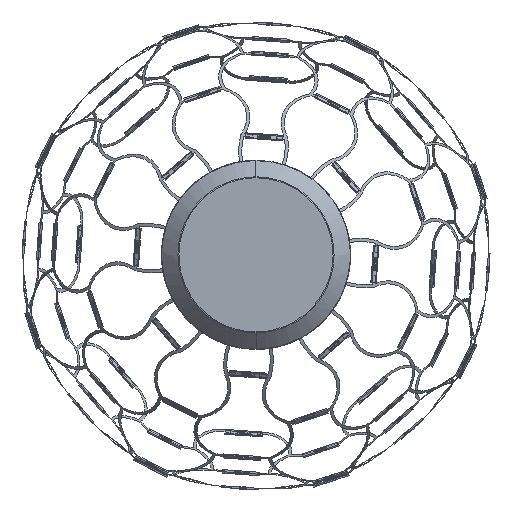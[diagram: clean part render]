
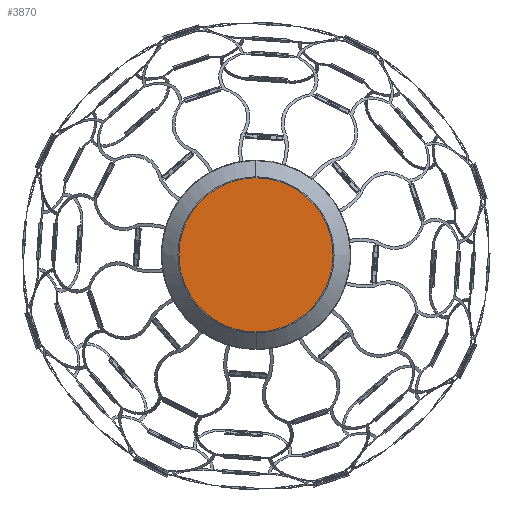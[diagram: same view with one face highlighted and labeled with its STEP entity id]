
A CAD part, top view. The second image highlights one B-rep face of the part: STEP entity #3870.
In plain terms, the highlighted planar face has unit normal (0, 0, 1).
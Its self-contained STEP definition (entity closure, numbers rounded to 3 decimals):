
#161=PLANE('',#23046);
#1322=(
BOUNDED_CURVE()
B_SPLINE_CURVE(2,(#31052,#31053,#31054,#31055,#31056),.UNSPECIFIED.,.F.,
 .F.)
B_SPLINE_CURVE_WITH_KNOTS((3,2,3),(0.,155.957,311.913),
 .UNSPECIFIED.)
CURVE()
GEOMETRIC_REPRESENTATION_ITEM()
RATIONAL_B_SPLINE_CURVE((1.,0.707,1.,0.707,1.))
REPRESENTATION_ITEM('')
);
#1323=(
BOUNDED_CURVE()
B_SPLINE_CURVE(2,(#31057,#31058,#31059,#31060,#31061),.UNSPECIFIED.,.F.,
 .F.)
B_SPLINE_CURVE_WITH_KNOTS((3,2,3),(0.,155.957,311.913),
 .UNSPECIFIED.)
CURVE()
GEOMETRIC_REPRESENTATION_ITEM()
RATIONAL_B_SPLINE_CURVE((1.,0.707,1.,0.707,1.))
REPRESENTATION_ITEM('')
);
#3870=ADVANCED_FACE('',(#5072),#161,.T.);
#5072=FACE_OUTER_BOUND('',#6274,.T.);
#6274=EDGE_LOOP('',(#8414,#8415));
#8414=ORIENTED_EDGE('',*,*,#14097,.F.);
#8415=ORIENTED_EDGE('',*,*,#14096,.F.);
#14096=EDGE_CURVE('',#21245,#21244,#1322,.T.);
#14097=EDGE_CURVE('',#21244,#21245,#1323,.T.);
#21244=VERTEX_POINT('',#31030);
#21245=VERTEX_POINT('',#31031);
#23046=AXIS2_PLACEMENT_3D('',#30233,#24207,$);
#24207=DIRECTION('',(0.,0.,1.));
#30233=CARTESIAN_POINT('',(-120.895,-120.895,831.));
#31030=CARTESIAN_POINT('',(0.,-99.285,831.));
#31031=CARTESIAN_POINT('',(0.,99.285,831.));
#31052=CARTESIAN_POINT('',(0.,99.285,831.));
#31053=CARTESIAN_POINT('',(99.285,99.285,831.));
#31054=CARTESIAN_POINT('',(99.285,0.,831.));
#31055=CARTESIAN_POINT('',(99.285,-99.285,831.));
#31056=CARTESIAN_POINT('',(0.,-99.285,831.));
#31057=CARTESIAN_POINT('',(0.,-99.285,831.));
#31058=CARTESIAN_POINT('',(-99.285,-99.285,831.));
#31059=CARTESIAN_POINT('',(-99.285,0.,831.));
#31060=CARTESIAN_POINT('',(-99.285,99.285,831.));
#31061=CARTESIAN_POINT('',(0.,99.285,831.));
